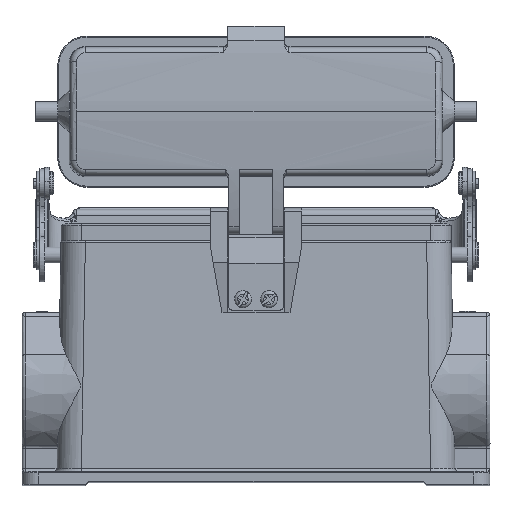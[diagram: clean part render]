
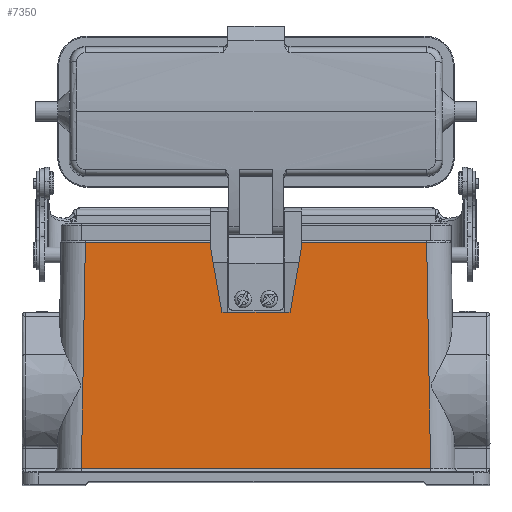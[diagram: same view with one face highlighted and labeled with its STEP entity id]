
A CAD part, front view. The second image highlights one B-rep face of the part: STEP entity #7350.
In plain terms, the highlighted planar face has unit normal (0, -1, 0.027).
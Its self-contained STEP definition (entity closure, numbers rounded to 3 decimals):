
#1385=FACE_BOUND('',#11322,.T.);
#1386=FACE_BOUND('',#11323,.T.);
#3411=LINE('',#50168,#5407);
#3413=LINE('',#50172,#5409);
#3416=LINE('',#50183,#5412);
#3418=LINE('',#50187,#5414);
#3420=LINE('',#50191,#5416);
#3422=LINE('',#50195,#5418);
#3426=LINE('',#50202,#5422);
#3428=LINE('',#50206,#5424);
#3430=LINE('',#50210,#5426);
#3432=LINE('',#50214,#5428);
#3434=LINE('',#50218,#5430);
#3437=LINE('',#50229,#5433);
#3439=LINE('',#50233,#5435);
#3442=LINE('',#50238,#5438);
#3478=LINE('',#50553,#5474);
#3683=LINE('',#52708,#5679);
#3757=LINE('',#53982,#5753);
#3758=LINE('',#53984,#5754);
#5407=VECTOR('',#36867,1.);
#5409=VECTOR('',#36871,1.);
#5412=VECTOR('',#36878,1.);
#5414=VECTOR('',#36882,1.);
#5416=VECTOR('',#36886,1.);
#5418=VECTOR('',#36890,1.);
#5422=VECTOR('',#36896,1.);
#5424=VECTOR('',#36900,1.);
#5426=VECTOR('',#36904,1.);
#5428=VECTOR('',#36908,1.);
#5430=VECTOR('',#36912,1.);
#5433=VECTOR('',#36919,1.);
#5435=VECTOR('',#36923,1.);
#5438=VECTOR('',#36928,1.);
#5474=VECTOR('',#37116,1.);
#5679=VECTOR('',#37817,1.);
#5753=VECTOR('',#38151,1.);
#5754=VECTOR('',#38154,1.);
#7350=ADVANCED_FACE('',(#1385,#1386),#8316,.F.);
#8316=PLANE('',#32110);
#11322=EDGE_LOOP('',(#18626,#18627,#18628,#18629,#18630,#18631,#18632,#18633,
#18634,#18635,#18636,#18637,#18638,#18639,#18640,#18641));
#11323=EDGE_LOOP('',(#18642,#18643,#18644,#18645));
#18626=ORIENTED_EDGE('',*,*,#26810,.F.);
#18627=ORIENTED_EDGE('',*,*,#26808,.T.);
#18628=ORIENTED_EDGE('',*,*,#26806,.T.);
#18629=ORIENTED_EDGE('',*,*,#26804,.T.);
#18630=ORIENTED_EDGE('',*,*,#26802,.T.);
#18631=ORIENTED_EDGE('',*,*,#26800,.F.);
#18632=ORIENTED_EDGE('',*,*,#26798,.T.);
#18633=ORIENTED_EDGE('',*,*,#26796,.T.);
#18634=ORIENTED_EDGE('',*,*,#26792,.T.);
#18635=ORIENTED_EDGE('',*,*,#26790,.F.);
#18636=ORIENTED_EDGE('',*,*,#26788,.T.);
#18637=ORIENTED_EDGE('',*,*,#26786,.T.);
#18638=ORIENTED_EDGE('',*,*,#26784,.T.);
#18639=ORIENTED_EDGE('',*,*,#26782,.T.);
#18640=ORIENTED_EDGE('',*,*,#26780,.F.);
#18641=ORIENTED_EDGE('',*,*,#26813,.T.);
#18642=ORIENTED_EDGE('',*,*,#26913,.T.);
#18643=ORIENTED_EDGE('',*,*,#27571,.F.);
#18644=ORIENTED_EDGE('',*,*,#27368,.T.);
#18645=ORIENTED_EDGE('',*,*,#27570,.F.);
#22861=VERTEX_POINT('',#50165);
#22862=VERTEX_POINT('',#50167);
#22863=VERTEX_POINT('',#50171);
#22864=VERTEX_POINT('',#50175);
#22865=VERTEX_POINT('',#50182);
#22866=VERTEX_POINT('',#50186);
#22867=VERTEX_POINT('',#50190);
#22868=VERTEX_POINT('',#50194);
#22869=VERTEX_POINT('',#50198);
#22871=VERTEX_POINT('',#50205);
#22872=VERTEX_POINT('',#50209);
#22873=VERTEX_POINT('',#50213);
#22874=VERTEX_POINT('',#50217);
#22875=VERTEX_POINT('',#50221);
#22876=VERTEX_POINT('',#50228);
#22877=VERTEX_POINT('',#50232);
#22937=VERTEX_POINT('',#50528);
#22941=VERTEX_POINT('',#50552);
#23227=VERTEX_POINT('',#52693);
#23229=VERTEX_POINT('',#52707);
#26780=EDGE_CURVE('',#22862,#22861,#3411,.T.);
#26782=EDGE_CURVE('',#22863,#22861,#3413,.T.);
#26784=EDGE_CURVE('',#22864,#22863,#29544,.T.);
#26786=EDGE_CURVE('',#22865,#22864,#3416,.T.);
#26788=EDGE_CURVE('',#22866,#22865,#3418,.T.);
#26790=EDGE_CURVE('',#22866,#22867,#3420,.T.);
#26792=EDGE_CURVE('',#22868,#22867,#3422,.T.);
#26796=EDGE_CURVE('',#22869,#22868,#3426,.T.);
#26798=EDGE_CURVE('',#22871,#22869,#3428,.T.);
#26800=EDGE_CURVE('',#22871,#22872,#3430,.T.);
#26802=EDGE_CURVE('',#22873,#22872,#3432,.T.);
#26804=EDGE_CURVE('',#22874,#22873,#3434,.T.);
#26806=EDGE_CURVE('',#22875,#22874,#29545,.T.);
#26808=EDGE_CURVE('',#22876,#22875,#3437,.T.);
#26810=EDGE_CURVE('',#22876,#22877,#3439,.T.);
#26813=EDGE_CURVE('',#22862,#22877,#3442,.T.);
#26913=EDGE_CURVE('',#22937,#22941,#3478,.T.);
#27368=EDGE_CURVE('',#23227,#23229,#3683,.T.);
#27570=EDGE_CURVE('',#22937,#23229,#3757,.T.);
#27571=EDGE_CURVE('',#23227,#22941,#3758,.T.);
#29544=B_SPLINE_CURVE_WITH_KNOTS('',3,(#50176,#50177,#50178,#50179),
 .UNSPECIFIED.,.F.,.F.,(4,4),(0.,1.),.UNSPECIFIED.);
#29545=B_SPLINE_CURVE_WITH_KNOTS('',3,(#50222,#50223,#50224,#50225),
 .UNSPECIFIED.,.F.,.F.,(4,4),(0.,1.),.UNSPECIFIED.);
#32110=AXIS2_PLACEMENT_3D('',#53985,#38155,#38156);
#36867=DIRECTION('',(0.172,0.026,0.985));
#36871=DIRECTION('',(0.749,-0.018,-0.662));
#36878=DIRECTION('',(1.,0.,0.));
#36882=DIRECTION('',(0.,-0.027,-1.));
#36886=DIRECTION('',(0.707,0.019,0.707));
#36890=DIRECTION('',(0.,-0.027,-1.));
#36896=DIRECTION('',(1.,0.,0.));
#36900=DIRECTION('',(0.,0.027,1.));
#36904=DIRECTION('',(0.707,-0.019,-0.707));
#36908=DIRECTION('',(0.,0.027,1.));
#36912=DIRECTION('',(1.,0.,0.));
#36919=DIRECTION('',(0.749,0.018,0.662));
#36923=DIRECTION('',(0.172,-0.026,-0.985));
#36928=DIRECTION('',(-1.,0.,0.));
#37116=DIRECTION('',(-1.,0.,0.));
#37817=DIRECTION('',(1.,0.,0.));
#38151=DIRECTION('',(0.017,-0.027,-0.999));
#38154=DIRECTION('',(0.017,0.027,0.999));
#38155=DIRECTION('',(0.,1.,-0.027));
#38156=DIRECTION('',(0.,-0.027,-1.));
#50165=CARTESIAN_POINT('',(-39.417,-58.308,38.298));
#50167=CARTESIAN_POINT('',(-39.628,-58.34,37.096));
#50168=CARTESIAN_POINT('',(-39.628,-58.34,37.096));
#50171=CARTESIAN_POINT('',(-44.341,-58.192,42.65));
#50172=CARTESIAN_POINT('',(-44.341,-58.192,42.65));
#50175=CARTESIAN_POINT('',(-46.229,-58.173,43.365));
#50176=CARTESIAN_POINT('',(-46.229,-58.173,43.365));
#50177=CARTESIAN_POINT('',(-45.51,-58.173,43.365));
#50178=CARTESIAN_POINT('',(-44.88,-58.179,43.127));
#50179=CARTESIAN_POINT('',(-44.341,-58.192,42.65));
#50182=CARTESIAN_POINT('',(-48.229,-58.173,43.365));
#50183=CARTESIAN_POINT('',(-48.229,-58.173,43.365));
#50186=CARTESIAN_POINT('',(-48.229,-57.956,51.513));
#50187=CARTESIAN_POINT('',(-48.229,-57.956,51.513));
#50190=CARTESIAN_POINT('',(-47.729,-57.943,52.013));
#50191=CARTESIAN_POINT('',(-48.229,-57.956,51.513));
#50194=CARTESIAN_POINT('',(-47.729,-57.823,56.512));
#50195=CARTESIAN_POINT('',(-47.729,-57.823,56.512));
#50198=CARTESIAN_POINT('',(-52.729,-57.823,56.512));
#50202=CARTESIAN_POINT('',(-52.729,-57.823,56.512));
#50205=CARTESIAN_POINT('',(-52.729,-57.943,52.013));
#50206=CARTESIAN_POINT('',(-52.729,-57.943,52.013));
#50209=CARTESIAN_POINT('',(-52.229,-57.956,51.513));
#50210=CARTESIAN_POINT('',(-52.729,-57.943,52.013));
#50213=CARTESIAN_POINT('',(-52.229,-58.173,43.365));
#50214=CARTESIAN_POINT('',(-52.229,-58.173,43.365));
#50217=CARTESIAN_POINT('',(-54.229,-58.173,43.365));
#50218=CARTESIAN_POINT('',(-54.229,-58.173,43.365));
#50221=CARTESIAN_POINT('',(-56.117,-58.192,42.65));
#50222=CARTESIAN_POINT('',(-56.117,-58.192,42.65));
#50223=CARTESIAN_POINT('',(-55.578,-58.179,43.127));
#50224=CARTESIAN_POINT('',(-54.948,-58.173,43.365));
#50225=CARTESIAN_POINT('',(-54.229,-58.173,43.365));
#50228=CARTESIAN_POINT('',(-61.041,-58.308,38.298));
#50229=CARTESIAN_POINT('',(-61.041,-58.308,38.298));
#50232=CARTESIAN_POINT('',(-60.83,-58.34,37.096));
#50233=CARTESIAN_POINT('',(-61.041,-58.308,38.298));
#50238=CARTESIAN_POINT('',(-39.628,-58.34,37.096));
#50528=CARTESIAN_POINT('',(2.281,-57.779,58.171));
#50552=CARTESIAN_POINT('',(-102.739,-57.779,58.171));
#50553=CARTESIAN_POINT('',(2.281,-57.779,58.171));
#52693=CARTESIAN_POINT('',(-103.952,-59.628,-11.342));
#52707=CARTESIAN_POINT('',(3.494,-59.628,-11.342));
#52708=CARTESIAN_POINT('',(-103.952,-59.628,-11.342));
#53982=CARTESIAN_POINT('',(2.281,-57.779,58.171));
#53984=CARTESIAN_POINT('',(-103.952,-59.628,-11.342));
#53985=CARTESIAN_POINT('',(-50.229,-58.704,23.415));
